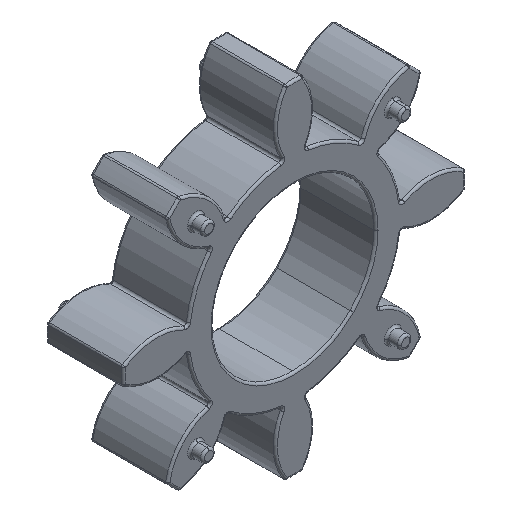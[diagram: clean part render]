
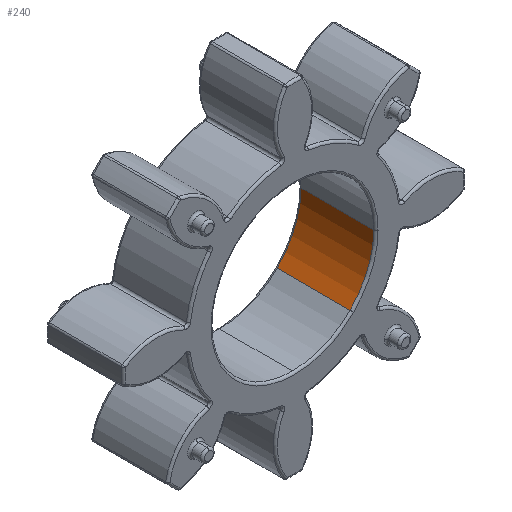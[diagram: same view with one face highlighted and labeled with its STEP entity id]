
A CAD part, isometric view. The second image highlights one B-rep face of the part: STEP entity #240.
In plain terms, the highlighted cylindrical face has radius 19 mm (diameter 38 mm), a partial arc.
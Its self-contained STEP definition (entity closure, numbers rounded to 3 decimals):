
#63=CARTESIAN_POINT('Vertex',(19.,0.5,0.)) ;
#66=CARTESIAN_POINT('Axis2P3D Location',(0.,0.5,0.)) ;
#70=CARTESIAN_POINT('Vertex',(13.435,0.5,-13.435)) ;
#210=CARTESIAN_POINT('Axis2P3D Location',(0.,9.,0.)) ;
#215=CARTESIAN_POINT('Axis2P3D Location',(0.,17.5,0.)) ;
#219=CARTESIAN_POINT('Vertex',(19.,17.5,0.)) ;
#221=CARTESIAN_POINT('Vertex',(13.435,17.5,-13.435)) ;
#224=CARTESIAN_POINT('Line Origine',(13.435,9.,-13.435)) ;
#229=CARTESIAN_POINT('Line Origine',(19.,9.,0.)) ;
#67=DIRECTION('Axis2P3D Direction',(0.,1.,-0.)) ;
#211=DIRECTION('Axis2P3D Direction',(0.,1.,0.)) ;
#212=DIRECTION('Axis2P3D XDirection',(-1.,0.,0.)) ;
#216=DIRECTION('Axis2P3D Direction',(0.,1.,0.)) ;
#225=DIRECTION('Vector Direction',(0.,1.,0.)) ;
#230=DIRECTION('Vector Direction',(0.,1.,0.)) ;
#68=AXIS2_PLACEMENT_3D('Circle Axis2P3D',#66,#67,$) ;
#213=AXIS2_PLACEMENT_3D('Cylinder Axis2P3D',#210,#211,#212) ;
#217=AXIS2_PLACEMENT_3D('Circle Axis2P3D',#215,#216,$) ;
#235=ORIENTED_EDGE('',*,*,#223,.T.) ;
#236=ORIENTED_EDGE('',*,*,#228,.F.) ;
#237=ORIENTED_EDGE('',*,*,#72,.F.) ;
#238=ORIENTED_EDGE('',*,*,#233,.T.) ;
#226=VECTOR('Line Direction',#225,1.) ;
#231=VECTOR('Line Direction',#230,1.) ;
#240=ADVANCED_FACE('PartBody',(#239),#214,.F.) ;
#69=CIRCLE('generated circle',#68,19.) ;
#218=CIRCLE('generated circle',#217,19.) ;
#214=CYLINDRICAL_SURFACE('generated cylinder',#213,19.) ;
#72=EDGE_CURVE('',#64,#71,#69,.T.) ;
#223=EDGE_CURVE('',#220,#222,#218,.T.) ;
#228=EDGE_CURVE('',#71,#222,#227,.T.) ;
#233=EDGE_CURVE('',#64,#220,#232,.T.) ;
#234=EDGE_LOOP('',(#235,#236,#237,#238)) ;
#239=FACE_OUTER_BOUND('',#234,.T.) ;
#227=LINE('Line',#224,#226) ;
#232=LINE('Line',#229,#231) ;
#64=VERTEX_POINT('',#63) ;
#71=VERTEX_POINT('',#70) ;
#220=VERTEX_POINT('',#219) ;
#222=VERTEX_POINT('',#221) ;
